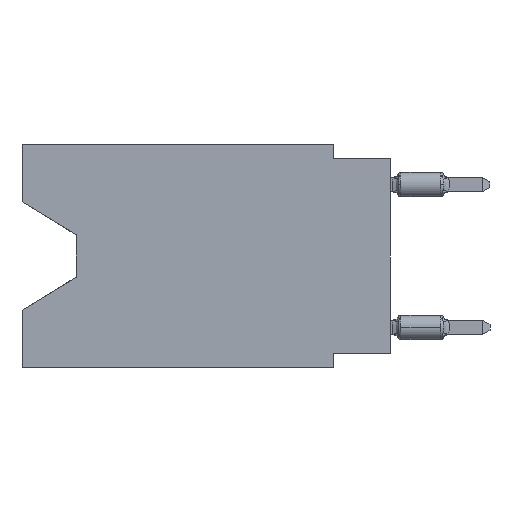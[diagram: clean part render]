
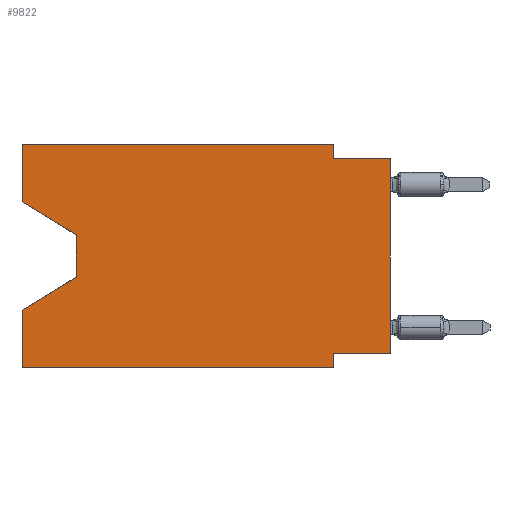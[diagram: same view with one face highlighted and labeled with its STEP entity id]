
A CAD part, left-side view. The second image highlights one B-rep face of the part: STEP entity #9822.
In plain terms, the highlighted planar face has unit normal (-1, 0, 0).
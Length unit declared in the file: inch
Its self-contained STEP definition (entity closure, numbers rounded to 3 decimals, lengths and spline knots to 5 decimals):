
#47 = EDGE_CURVE ( 'NONE', #3571, #6432, #15679, .T. ) ;
#86 = DIRECTION ( 'NONE',  ( 0., -0.855, -0.519 ) ) ;
#199 = VECTOR ( 'NONE', #9141, 39.37008 ) ;
#274 = EDGE_CURVE ( 'NONE', #13168, #10501, #8001, .T. ) ;
#870 = VERTEX_POINT ( 'NONE', #6298 ) ;
#967 = LINE ( 'NONE', #15425, #9148 ) ;
#1372 = LINE ( 'NONE', #14775, #6606 ) ;
#1443 = DIRECTION ( 'NONE',  ( 0., 0., -1. ) ) ;
#1511 = ORIENTED_EDGE ( 'NONE', *, *, #12797, .F. ) ;
#1746 = EDGE_CURVE ( 'NONE', #13599, #16990, #1372, .T. ) ;
#1912 = LINE ( 'NONE', #14009, #3882 ) ;
#2125 = ORIENTED_EDGE ( 'NONE', *, *, #11453, .F. ) ;
#2266 = CARTESIAN_POINT ( 'NONE',  ( 0., 0.1, -0.39 ) ) ;
#2455 = CARTESIAN_POINT ( 'NONE',  ( 0., 0., -0.365 ) ) ;
#2457 = CARTESIAN_POINT ( 'NONE',  ( 0., 0., -0.025 ) ) ;
#2869 = CARTESIAN_POINT ( 'NONE',  ( 0., 0.1, 0. ) ) ;
#2932 = CARTESIAN_POINT ( 'NONE',  ( 0., 0.645, -0.39 ) ) ;
#2950 = ORIENTED_EDGE ( 'NONE', *, *, #4317, .F. ) ;
#3106 = LINE ( 'NONE', #9465, #10736 ) ;
#3191 = DIRECTION ( 'NONE',  ( 0., 1., 0. ) ) ;
#3222 = VERTEX_POINT ( 'NONE', #11537 ) ;
#3300 = CARTESIAN_POINT ( 'NONE',  ( 0., 0.645, 0. ) ) ;
#3571 = VERTEX_POINT ( 'NONE', #4460 ) ;
#3572 = VECTOR ( 'NONE', #7188, 39.37008 ) ;
#3582 = DIRECTION ( 'NONE',  ( 0., -1., 0. ) ) ;
#3759 = LINE ( 'NONE', #8807, #5037 ) ;
#3803 = LINE ( 'NONE', #9035, #7848 ) ;
#3882 = VECTOR ( 'NONE', #7042, 39.37008 ) ;
#3968 = PLANE ( 'NONE',  #12584 ) ;
#4309 = ORIENTED_EDGE ( 'NONE', *, *, #274, .F. ) ;
#4317 = EDGE_CURVE ( 'NONE', #8128, #3571, #3106, .T. ) ;
#4460 = CARTESIAN_POINT ( 'NONE',  ( 0., 0.1, -0.365 ) ) ;
#5037 = VECTOR ( 'NONE', #3582, 39.37008 ) ;
#5162 = FACE_OUTER_BOUND ( 'NONE', #6285, .T. ) ;
#5180 = DIRECTION ( 'NONE',  ( 0., 0.855, -0.519 ) ) ;
#5346 = CARTESIAN_POINT ( 'NONE',  ( 0., 0.1, 0. ) ) ;
#5741 = VECTOR ( 'NONE', #12969, 39.37008 ) ;
#6285 = EDGE_LOOP ( 'NONE', ( #10936, #15563, #13332, #2125, #8518, #16864, #2950, #6720, #11416, #4309, #1511, #12853 ) ) ;
#6298 = CARTESIAN_POINT ( 'NONE',  ( 0., 0.645, 0. ) ) ;
#6432 = VERTEX_POINT ( 'NONE', #14631 ) ;
#6575 = EDGE_CURVE ( 'NONE', #16133, #870, #1912, .T. ) ;
#6606 = VECTOR ( 'NONE', #5180, 39.37008 ) ;
#6637 = CARTESIAN_POINT ( 'NONE',  ( 0., 0.645, -0.10025 ) ) ;
#6720 = ORIENTED_EDGE ( 'NONE', *, *, #11584, .T. ) ;
#7042 = DIRECTION ( 'NONE',  ( 0., 0., 1. ) ) ;
#7099 = LINE ( 'NONE', #7277, #3572 ) ;
#7188 = DIRECTION ( 'NONE',  ( 0., 0., -1. ) ) ;
#7277 = CARTESIAN_POINT ( 'NONE',  ( 0., 0.55, -0.158 ) ) ;
#7293 = DIRECTION ( 'NONE',  ( 0., 0., 1. ) ) ;
#7466 = LINE ( 'NONE', #3300, #7832 ) ;
#7487 = CARTESIAN_POINT ( 'NONE',  ( 0., 0.645, 0. ) ) ;
#7832 = VECTOR ( 'NONE', #7293, 39.37008 ) ;
#7848 = VECTOR ( 'NONE', #10609, 39.37008 ) ;
#8001 = LINE ( 'NONE', #2869, #199 ) ;
#8128 = VERTEX_POINT ( 'NONE', #2455 ) ;
#8518 = ORIENTED_EDGE ( 'NONE', *, *, #9068, .T. ) ;
#8807 = CARTESIAN_POINT ( 'NONE',  ( 0., 0.645, -0.39 ) ) ;
#8882 = DIRECTION ( 'NONE',  ( 0., -1., 0. ) ) ;
#9035 = CARTESIAN_POINT ( 'NONE',  ( 0., 0., 0. ) ) ;
#9068 = EDGE_CURVE ( 'NONE', #17017, #6432, #3759, .T. ) ;
#9103 = CARTESIAN_POINT ( 'NONE',  ( 0., 0.645, 0. ) ) ;
#9141 = DIRECTION ( 'NONE',  ( 0., 0., -1. ) ) ;
#9148 = VECTOR ( 'NONE', #11591, 39.37008 ) ;
#9270 = VERTEX_POINT ( 'NONE', #2457 ) ;
#9325 = LINE ( 'NONE', #10456, #11977 ) ;
#9465 = CARTESIAN_POINT ( 'NONE',  ( 0., 0., -0.365 ) ) ;
#9471 = CARTESIAN_POINT ( 'NONE',  ( 0., 0.1, -0.025 ) ) ;
#9822 = ADVANCED_FACE ( 'NONE', ( #5162 ), #3968, .F. ) ;
#9941 = EDGE_CURVE ( 'NONE', #16133, #3222, #9325, .T. ) ;
#10456 = CARTESIAN_POINT ( 'NONE',  ( 0., 0.645, -0.10025 ) ) ;
#10501 = VERTEX_POINT ( 'NONE', #9471 ) ;
#10609 = DIRECTION ( 'NONE',  ( 0., 0., 1. ) ) ;
#10736 = VECTOR ( 'NONE', #3191, 39.37008 ) ;
#10936 = ORIENTED_EDGE ( 'NONE', *, *, #9941, .T. ) ;
#11416 = ORIENTED_EDGE ( 'NONE', *, *, #14663, .F. ) ;
#11453 = EDGE_CURVE ( 'NONE', #17017, #16990, #7466, .T. ) ;
#11537 = CARTESIAN_POINT ( 'NONE',  ( 0., 0.55, -0.158 ) ) ;
#11584 = EDGE_CURVE ( 'NONE', #8128, #9270, #3803, .T. ) ;
#11591 = DIRECTION ( 'NONE',  ( 0., -1., 0. ) ) ;
#11780 = VECTOR ( 'NONE', #8882, 39.37008 ) ;
#11977 = VECTOR ( 'NONE', #86, 39.37008 ) ;
#12067 = CARTESIAN_POINT ( 'NONE',  ( 0., 0.645, -0.28975 ) ) ;
#12584 = AXIS2_PLACEMENT_3D ( 'NONE', #9103, #14585, #1443 ) ;
#12797 = EDGE_CURVE ( 'NONE', #870, #13168, #13165, .T. ) ;
#12853 = ORIENTED_EDGE ( 'NONE', *, *, #6575, .F. ) ;
#12969 = DIRECTION ( 'NONE',  ( 0., 0., -1. ) ) ;
#13003 = CARTESIAN_POINT ( 'NONE',  ( 0., 0.55, -0.232 ) ) ;
#13165 = LINE ( 'NONE', #7487, #11780 ) ;
#13168 = VERTEX_POINT ( 'NONE', #5346 ) ;
#13332 = ORIENTED_EDGE ( 'NONE', *, *, #1746, .T. ) ;
#13599 = VERTEX_POINT ( 'NONE', #13003 ) ;
#14009 = CARTESIAN_POINT ( 'NONE',  ( 0., 0.645, 0. ) ) ;
#14376 = EDGE_CURVE ( 'NONE', #3222, #13599, #7099, .T. ) ;
#14585 = DIRECTION ( 'NONE',  ( 1., 0., 0. ) ) ;
#14631 = CARTESIAN_POINT ( 'NONE',  ( 0., 0.1, -0.39 ) ) ;
#14663 = EDGE_CURVE ( 'NONE', #10501, #9270, #967, .T. ) ;
#14775 = CARTESIAN_POINT ( 'NONE',  ( 0., 0.55, -0.232 ) ) ;
#15425 = CARTESIAN_POINT ( 'NONE',  ( 0., 0., -0.025 ) ) ;
#15563 = ORIENTED_EDGE ( 'NONE', *, *, #14376, .T. ) ;
#15679 = LINE ( 'NONE', #2266, #5741 ) ;
#16133 = VERTEX_POINT ( 'NONE', #6637 ) ;
#16864 = ORIENTED_EDGE ( 'NONE', *, *, #47, .F. ) ;
#16990 = VERTEX_POINT ( 'NONE', #12067 ) ;
#17017 = VERTEX_POINT ( 'NONE', #2932 ) ;
